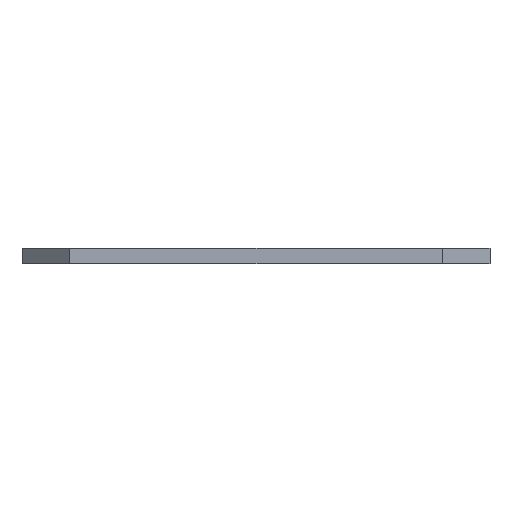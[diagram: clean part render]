
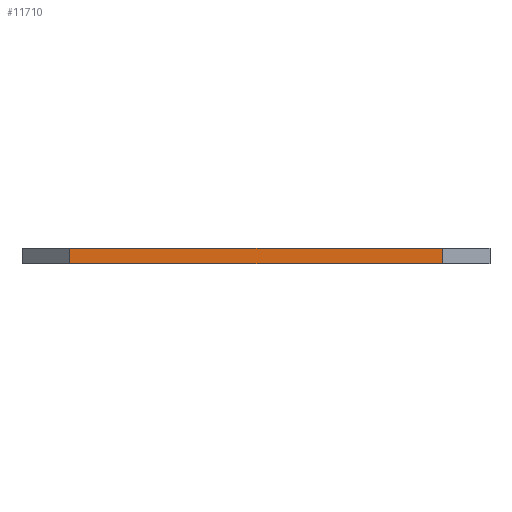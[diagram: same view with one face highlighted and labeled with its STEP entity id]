
A CAD part, left-side view. The second image highlights one B-rep face of the part: STEP entity #11710.
In plain terms, the highlighted planar face has unit normal (-1, 0, 0).
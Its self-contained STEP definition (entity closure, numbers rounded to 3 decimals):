
#60=CARTESIAN_POINT('',(0.,12.,0.));
#70=DIRECTION('',(0.,1.,0.));
#80=VECTOR('',#70,1.);
#90=LINE('',#60,#80);
#100=CARTESIAN_POINT('',(0.,12.,0.));
#110=VERTEX_POINT('',#100);
#120=CARTESIAN_POINT('',(0.,106.,0.));
#130=VERTEX_POINT('',#120);
#140=EDGE_CURVE('',#110,#130,#90,.T.);
#5120=CARTESIAN_POINT('',(0.,106.,4.));
#5130=VERTEX_POINT('',#5120);
#5620=CARTESIAN_POINT('',(0.,12.,4.));
#5630=VERTEX_POINT('',#5620);
#5660=CARTESIAN_POINT('',(0.,12.,4.));
#5670=DIRECTION('',(0.,1.,0.));
#5680=VECTOR('',#5670,1.);
#5690=LINE('',#5660,#5680);
#5700=EDGE_CURVE('',#5630,#5130,#5690,.T.);
#11500=CARTESIAN_POINT('',(0.,12.,0.));
#11510=DIRECTION('',(-1.,0.,0.));
#11520=DIRECTION('',(0.,1.,0.));
#11530=AXIS2_PLACEMENT_3D('',#11500,#11510,#11520);
#11540=PLANE('',#11530);
#11550=CARTESIAN_POINT('',(0.,106.,0.));
#11560=DIRECTION('',(0.,0.,1.));
#11570=VECTOR('',#11560,1.);
#11580=LINE('',#11550,#11570);
#11590=EDGE_CURVE('',#130,#5130,#11580,.T.);
#11600=ORIENTED_EDGE('',*,*,#11590,.F.);
#11610=ORIENTED_EDGE('',*,*,#5700,.T.);
#11620=CARTESIAN_POINT('',(0.,12.,0.));
#11630=DIRECTION('',(0.,0.,1.));
#11640=VECTOR('',#11630,1.);
#11650=LINE('',#11620,#11640);
#11660=EDGE_CURVE('',#110,#5630,#11650,.T.);
#11670=ORIENTED_EDGE('',*,*,#11660,.T.);
#11680=ORIENTED_EDGE('',*,*,#140,.F.);
#11690=EDGE_LOOP('',(#11680,#11670,#11610,#11600));
#11700=FACE_OUTER_BOUND('',#11690,.T.);
#11710=ADVANCED_FACE('',(#11700),#11540,.T.);
